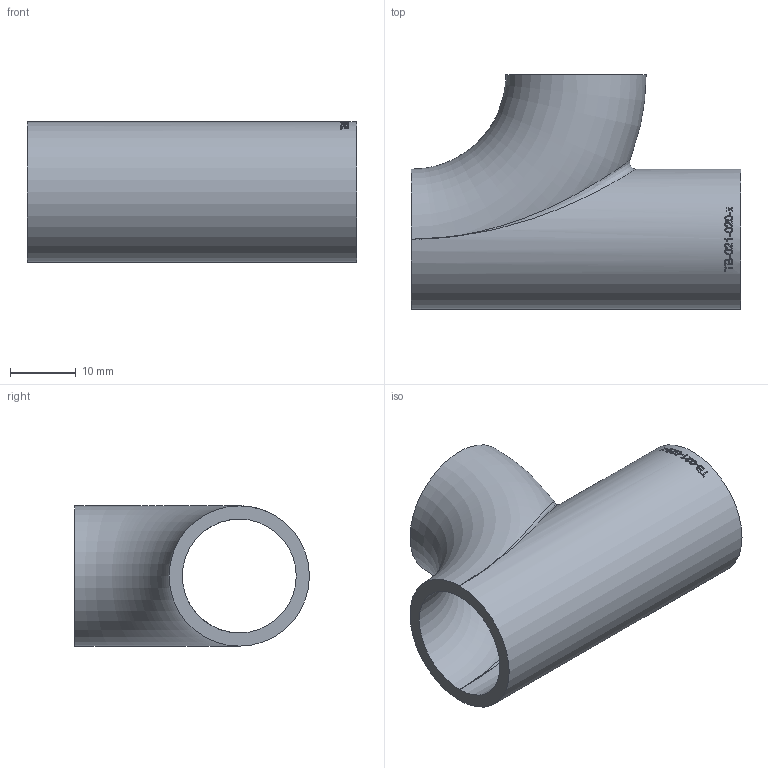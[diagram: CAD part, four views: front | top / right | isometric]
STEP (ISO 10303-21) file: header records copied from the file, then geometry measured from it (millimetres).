
FILE_DESCRIPTION (( 'STEP AP214' ), '1' );
FILE_NAME ('TB-021-020-x T-Bogen 2005.STEP', '2020-05-18T10:04:27', ( '' ), ( '' ), 'SwSTEP 2.0', 'SolidWorks 2019', '' );
FILE_SCHEMA (( 'AUTOMOTIVE_DESIGN' ));
Length unit declared in the file: millimetre
Products named in the file (1): TB-021-020-x T-Bogen 2005
Bounding box: 50 x 35.65 x 21.3 mm (x, y, z)
Volume: 7648 mm3; surface area: 8002.8 mm2
Topology: 1 solids, 1 shells, 143 faces, 377 edges, 247 vertices
Faces by surface type: bspline 75, plane 47, cylinder 19, torus 2
Full cylindrical faces by diameter (mm): 17.3 x1, 21.3 x1
Entity records: 12800 total; most frequent: CARTESIAN_POINT 8495, ORIENTED_EDGE 726, EDGE_CURVE 363, DIRECTION 327, VERTEX_POINT 242, B_SPLINE_CURVE_WITH_KNOTS 234, EDGE_LOOP 167, FACE_OUTER_BOUND 147
